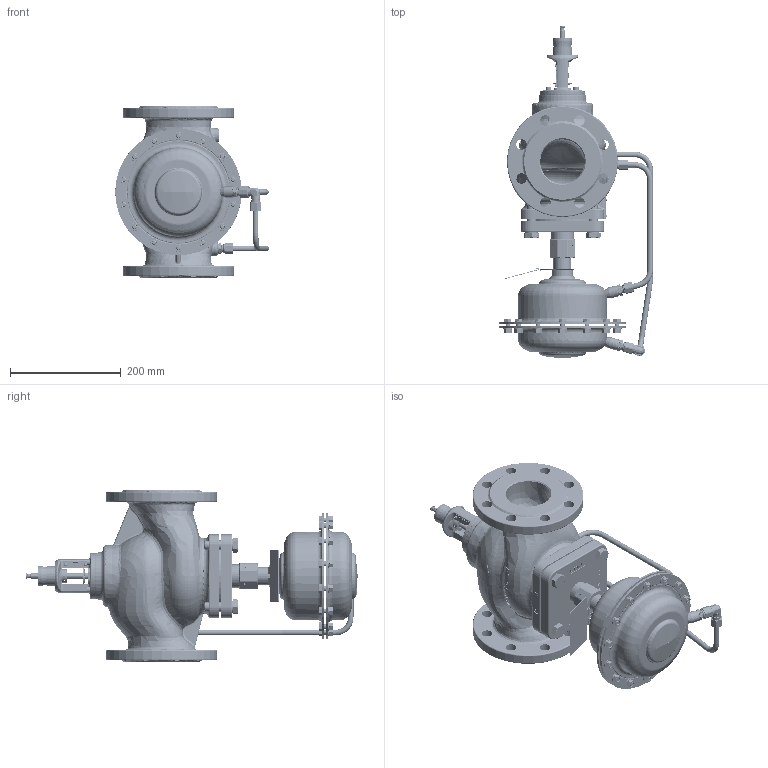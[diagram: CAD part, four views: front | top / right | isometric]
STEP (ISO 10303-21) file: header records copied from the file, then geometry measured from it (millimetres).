
FILE_DESCRIPTION((''),'2;1');
FILE_NAME('AFQ16_160-VFQM16_80_ASM_6_ASM','2018-03-02T',('U258099'),('Danfoss'),'CREO PARAMETRIC BY PTC INC, 2015480','CREO PARAMETRIC BY PTC INC, 2015480','');
FILE_SCHEMA(('CONFIG_CONTROL_DESIGN'));
Products named in the file (47): 88670070_HOUSING160_PN16_MI_AF1; 88673400_TUBE_FI38X10X62_MI_AF0; 88671660_PRESSURE_CONNECTOR_4MM; WELD_PRESS_CON_4MM_1; WELD_160_4MM_INST_AF1_1; WELD_160_4MM_2_INST_1; 88671470_COVER160_PN16_MINUS_AS_ASM; 88670600_CONNECTING_NUT_G1_1_4_; 88670100_HOUS_AFQ_160_PN16__AF0; 88671660_PRESSURE_CONNECTOR_AF0; WELD_PRESS_CON_4MM_AF0_1; 88672600_COVE_AFQ_160_PN16_PLUS_ASM; 88674000_SAFETY_VALVE_PLUS_ASM__ASM; 51840300_SCREW_M8X20_DIN933_1; 5201742_1; 5191731_1; 5454051_1; WALTER_CONNECTION_1; WALTER_PROFILE_RING_1; WALTER_CONNECTION_NUT_1; 8863078_ASM_1_ASM; 88630330_1; 88630640_ASM_1_ASM; 88673820_1; 88673810_LABEL_PLATE_PA_1; 003G5600_AFQ2_PN16_160CM2_ASM_1_ASM; 88650500_VALVE_BODY_VFQM_DN80_2; 88650710_VALVE_COVER_VFG_DN80_2; 88651330_SPINDLE_CV_DN65-80_2; 88652280_STUFFING_BOX_DN65_80_2; 5184024_2; 88651200_YOKE_BODY_DN65_100_2; HEX_SCREW_DIN912_M6X18_2; 88652260_SETT_SCREW_DN65-100_2; 88652710_FLOW_SCALE_DN80_2; 88652800_POINTER_VFQM_2; LABEL_PLATE_37X37_2; 5589607_2; 51817881_SCREW_SF_M3X5_2; 88653150_VFQM_DN80_PN16_ASM_2_ASM ...
Assembly tree (101 placements, depth 5):
  AFQ16_160-VFQM16_80_ASM_6_ASM
    003G5600_AFQ2_PN16_160CM2_ASM_1_ASM
      88671470_COVER160_PN16_MINUS_AS_ASM
        88670070_HOUSING160_PN16_MI_AF1
        88673400_TUBE_FI38X10X62_MI_AF0
        88671660_PRESSURE_CONNECTOR_4MM
        WELD_PRESS_CON_4MM_1
        WELD_160_4MM_INST_AF1_1
        WELD_160_4MM_2_INST_1
      88670600_CONNECTING_NUT_G1_1_4_
      88672600_COVE_AFQ_160_PN16_PLUS_ASM
        88670100_HOUS_AFQ_160_PN16__AF0
        88671660_PRESSURE_CONNECTOR_AF0
        WELD_PRESS_CON_4MM_AF0_1
      88674000_SAFETY_VALVE_PLUS_ASM__ASM
      51840300_SCREW_M8X20_DIN933_1  x14
      5201742_1  x14
      5191731_1  x14
      5454051_1  x2
      8863078_ASM_1_ASM
        WALTER_CONNECTION_1
        WALTER_PROFILE_RING_1
        WALTER_CONNECTION_NUT_1
      88630640_ASM_1_ASM
        8863078_ASM_1_ASM
          WALTER_CONNECTION_1
          WALTER_PROFILE_RING_1
          WALTER_CONNECTION_NUT_1
        88630330_1
      88673820_1
      88673810_LABEL_PLATE_PA_1
    88653150_VFQM_DN80_PN16_ASM_2_ASM
      88650500_VALVE_BODY_VFQM_DN80_2
      88650710_VALVE_COVER_VFG_DN80_2
      88651330_SPINDLE_CV_DN65-80_2
      88652280_STUFFING_BOX_DN65_80_2
      5184024_2  x4
      88651200_YOKE_BODY_DN65_100_2
      HEX_SCREW_DIN912_M6X18_2  x4
      88652260_SETT_SCREW_DN65-100_2
      88652710_FLOW_SCALE_DN80_2
      88652800_POINTER_VFQM_2
      LABEL_PLATE_37X37_2
      5589607_2  x4
      51817881_SCREW_SF_M3X5_2  x2
    5454051_1  x2
    8863078_ASM_1_ASM  x2
      WALTER_CONNECTION_1
      WALTER_PROFILE_RING_1
      WALTER_CONNECTION_NUT_1
    AFQ16_160-VFQM16_80-OUT_3
    56722030_ASM_1_ASM
      PRIKLJUCEK_KOLENO_1
      PRIKLJUCEK_VST_1
      PRIKLJUCEK_MATICA_1
    AFQ16_160-VFQM16_80-IN_3
Bounding box: 276.9 x 598.3 x 310 mm (x, y, z)
Volume: 4504088.7 mm3; surface area: 1041492.9 mm2
Topology: 99 solids, 99 shells, 5376 faces, 13803 edges, 8744 vertices
Faces by surface type: plane 2405, cylinder 1104, cone 931, bspline 435, torus 360, extrusion 101, sphere 40
Entity records: 160296 total; most frequent: CARTESIAN_POINT 65780, ORIENTED_EDGE 20782, DIRECTION 17693, EDGE_CURVE 10391, VERTEX_POINT 6734, AXIS2_PLACEMENT_3D 6316, VECTOR 5061, LINE 4960
